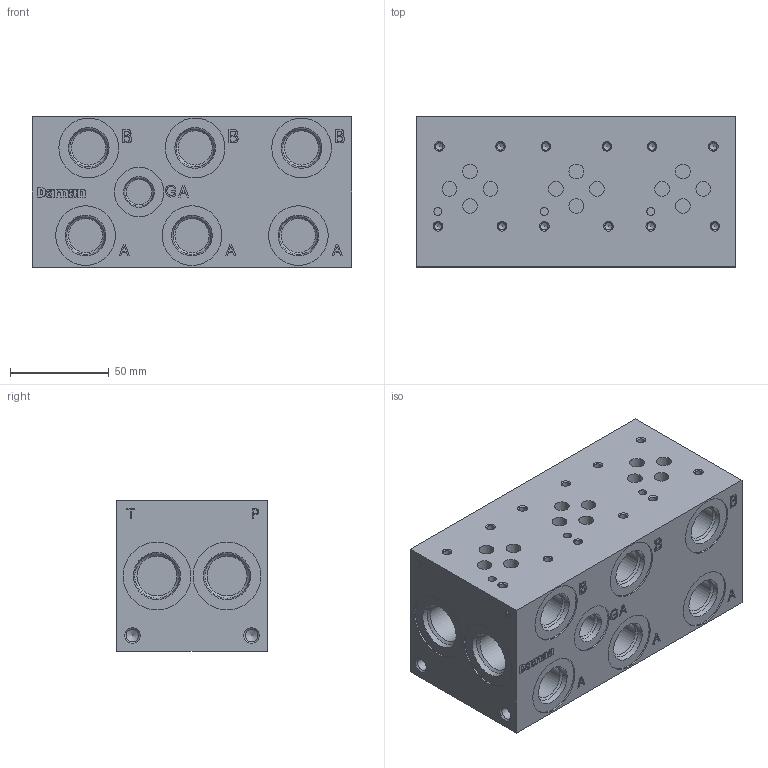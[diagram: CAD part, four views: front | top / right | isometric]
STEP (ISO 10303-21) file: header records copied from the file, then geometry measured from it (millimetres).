
FILE_DESCRIPTION( ( 'STEP AP214' ), ' ' );
FILE_NAME( 'AD03S032S_C.stp', '2018-05-10T03:37:14', ( '' ), ( '' ), ' ', 'PARTsolutions', ' ' );
FILE_SCHEMA( ( 'AUTOMOTIVE_DESIGN { 1 0 10303 214 1 1 1 1 }' ) );
Length unit declared in the file: inch
Products named in the file (1): _AD03S032S/C
Bounding box: 161.93 x 76.2 x 76.2 mm (x, y, z)
Volume: 854186 mm3; surface area: 81815.6 mm2
Topology: 1 solids, 1 shells, 433 faces, 1024 edges, 664 vertices
Faces by surface type: plane 259, cylinder 116, cone 58
Full cylindrical faces by diameter (mm): 3.68 x12, 4.013 x3, 6.411 x4, 7.493 x12, 12.761 x1, 14.275 x1, 15.9 x1, 17.33 x6, 20.262 x4, 20.625 x1, 25.019 x1, 30.175 x1, 30.251 x6, 34.417 x4
Entity records: 15171 total; most frequent: DIRECTION 2029, CARTESIAN_POINT 1983, ORIENTED_EDGE 1778, EDGE_CURVE 889, AXIS2_PLACEMENT_3D 706, VERTEX_POINT 660, EDGE_LOOP 619, LINE 617
